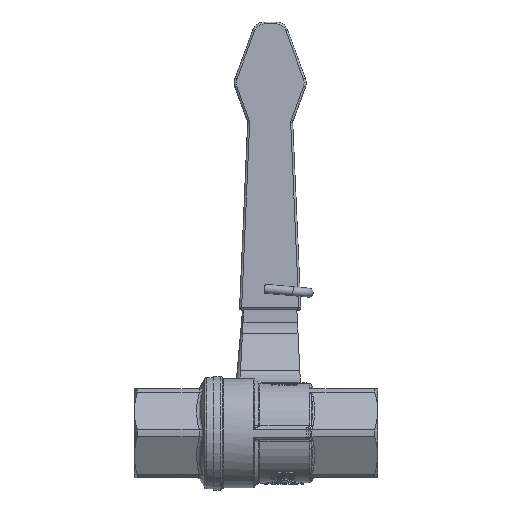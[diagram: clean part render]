
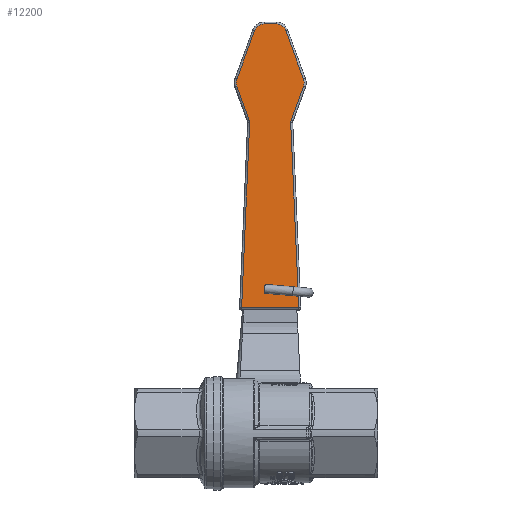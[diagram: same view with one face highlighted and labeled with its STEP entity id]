
A CAD part, front view. The second image highlights one B-rep face of the part: STEP entity #12200.
In plain terms, the highlighted planar face has unit normal (0, -0.999, 0.035).
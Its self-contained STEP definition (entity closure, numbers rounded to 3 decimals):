
#508=PLANE('',#13051);
#1977=FACE_OUTER_BOUND('',#2719,.T.);
#2719=EDGE_LOOP('',(#10739,#10740,#10741,#10742,#10743,#10744,#10745,#10746,
#10747,#10748,#10749,#10750,#10751,#10752));
#3438=LINE('',#27808,#4193);
#3439=LINE('',#27810,#4194);
#3440=LINE('',#27812,#4195);
#3441=LINE('',#27816,#4196);
#3442=LINE('',#27820,#4197);
#3443=LINE('',#27824,#4198);
#3444=LINE('',#27828,#4199);
#3445=LINE('',#27832,#4200);
#4193=VECTOR('',#15295,10.);
#4194=VECTOR('',#15296,10.);
#4195=VECTOR('',#15297,10.);
#4196=VECTOR('',#15300,10.);
#4197=VECTOR('',#15303,10.);
#4198=VECTOR('',#15306,10.);
#4199=VECTOR('',#15309,10.);
#4200=VECTOR('',#15312,10.);
#4643=CIRCLE('',#13052,1.5);
#4644=CIRCLE('',#13053,2.5);
#4645=CIRCLE('',#13054,2.5);
#4646=CIRCLE('',#13055,2.5);
#4647=CIRCLE('',#13056,2.5);
#4648=CIRCLE('',#13057,1.5);
#5725=VERTEX_POINT('',#27806);
#5726=VERTEX_POINT('',#27807);
#5727=VERTEX_POINT('',#27809);
#5728=VERTEX_POINT('',#27811);
#5729=VERTEX_POINT('',#27813);
#5730=VERTEX_POINT('',#27815);
#5731=VERTEX_POINT('',#27817);
#5732=VERTEX_POINT('',#27819);
#5733=VERTEX_POINT('',#27821);
#5734=VERTEX_POINT('',#27823);
#5735=VERTEX_POINT('',#27825);
#5736=VERTEX_POINT('',#27827);
#5737=VERTEX_POINT('',#27829);
#5738=VERTEX_POINT('',#27831);
#7417=EDGE_CURVE('',#5725,#5726,#3438,.T.);
#7418=EDGE_CURVE('',#5727,#5725,#3439,.T.);
#7419=EDGE_CURVE('',#5728,#5727,#3440,.T.);
#7420=EDGE_CURVE('',#5729,#5728,#4643,.T.);
#7421=EDGE_CURVE('',#5730,#5729,#3441,.T.);
#7422=EDGE_CURVE('',#5731,#5730,#4644,.T.);
#7423=EDGE_CURVE('',#5732,#5731,#3442,.T.);
#7424=EDGE_CURVE('',#5733,#5732,#4645,.T.);
#7425=EDGE_CURVE('',#5734,#5733,#3443,.T.);
#7426=EDGE_CURVE('',#5735,#5734,#4646,.T.);
#7427=EDGE_CURVE('',#5736,#5735,#3444,.T.);
#7428=EDGE_CURVE('',#5737,#5736,#4647,.T.);
#7429=EDGE_CURVE('',#5738,#5737,#3445,.T.);
#7430=EDGE_CURVE('',#5726,#5738,#4648,.T.);
#10739=ORIENTED_EDGE('',*,*,#7417,.F.);
#10740=ORIENTED_EDGE('',*,*,#7418,.F.);
#10741=ORIENTED_EDGE('',*,*,#7419,.F.);
#10742=ORIENTED_EDGE('',*,*,#7420,.F.);
#10743=ORIENTED_EDGE('',*,*,#7421,.F.);
#10744=ORIENTED_EDGE('',*,*,#7422,.F.);
#10745=ORIENTED_EDGE('',*,*,#7423,.F.);
#10746=ORIENTED_EDGE('',*,*,#7424,.F.);
#10747=ORIENTED_EDGE('',*,*,#7425,.F.);
#10748=ORIENTED_EDGE('',*,*,#7426,.F.);
#10749=ORIENTED_EDGE('',*,*,#7427,.F.);
#10750=ORIENTED_EDGE('',*,*,#7428,.F.);
#10751=ORIENTED_EDGE('',*,*,#7429,.F.);
#10752=ORIENTED_EDGE('',*,*,#7430,.F.);
#12200=ADVANCED_FACE('',(#1977),#508,.F.);
#13051=AXIS2_PLACEMENT_3D('',#27805,#15293,#15294);
#13052=AXIS2_PLACEMENT_3D('',#27814,#15298,#15299);
#13053=AXIS2_PLACEMENT_3D('',#27818,#15301,#15302);
#13054=AXIS2_PLACEMENT_3D('',#27822,#15304,#15305);
#13055=AXIS2_PLACEMENT_3D('',#27826,#15307,#15308);
#13056=AXIS2_PLACEMENT_3D('',#27830,#15310,#15311);
#13057=AXIS2_PLACEMENT_3D('',#27833,#15313,#15314);
#15293=DIRECTION('center_axis',(0.,0.999,
-0.035));
#15294=DIRECTION('ref_axis',(0.,0.035,0.999));
#15295=DIRECTION('',(0.044,0.035,0.998));
#15296=DIRECTION('',(-1.,0.,0.));
#15297=DIRECTION('',(0.044,-0.035,-0.998));
#15298=DIRECTION('center_axis',(0.,-0.999,
0.035));
#15299=DIRECTION('ref_axis',(-0.988,0.005,0.152));
#15300=DIRECTION('',(-0.342,-0.033,-0.939));
#15301=DIRECTION('center_axis',(0.,0.999,
-0.035));
#15302=DIRECTION('ref_axis',(1.,0.,0.));
#15303=DIRECTION('',(0.342,-0.033,-0.939));
#15304=DIRECTION('center_axis',(0.,0.999,
-0.035));
#15305=DIRECTION('ref_axis',(0.574,0.029,0.819));
#15306=DIRECTION('',(1.,0.,0.));
#15307=DIRECTION('center_axis',(0.,0.999,
-0.035));
#15308=DIRECTION('ref_axis',(-0.574,0.029,0.819));
#15309=DIRECTION('',(0.342,0.033,0.939));
#15310=DIRECTION('center_axis',(0.,0.999,
-0.035));
#15311=DIRECTION('ref_axis',(-1.,0.,0.));
#15312=DIRECTION('',(-0.342,0.033,0.939));
#15313=DIRECTION('center_axis',(0.,-0.999,
0.035));
#15314=DIRECTION('ref_axis',(0.988,0.005,0.152));
#27805=CARTESIAN_POINT('Origin',(16.437,21.036,37.857));
#27806=CARTESIAN_POINT('',(8.758,20.798,31.036));
#27807=CARTESIAN_POINT('',(10.75,22.39,76.633));
#27808=CARTESIAN_POINT('',(9.91,21.719,57.405));
#27809=CARTESIAN_POINT('',(22.86,20.798,31.036));
#27810=CARTESIAN_POINT('',(16.123,20.798,31.036));
#27811=CARTESIAN_POINT('',(20.868,22.39,76.633));
#27812=CARTESIAN_POINT('',(23.156,20.562,24.271));
#27813=CARTESIAN_POINT('',(20.957,22.41,77.211));
#27814=CARTESIAN_POINT('Origin',(22.367,22.393,76.698));
#27815=CARTESIAN_POINT('',(24.03,22.705,85.648));
#27816=CARTESIAN_POINT('',(14.365,21.778,59.11));
#27817=CARTESIAN_POINT('',(24.03,22.765,87.357));
#27818=CARTESIAN_POINT('Origin',(21.681,22.735,86.502));
#27819=CARTESIAN_POINT('',(19.662,23.184,99.349));
#27820=CARTESIAN_POINT('',(31.545,22.044,66.721));
#27821=CARTESIAN_POINT('',(17.313,23.241,100.993));
#27822=CARTESIAN_POINT('Origin',(17.313,23.154,98.495));
#27823=CARTESIAN_POINT('',(14.305,23.241,100.993));
#27824=CARTESIAN_POINT('',(16.123,23.241,100.993));
#27825=CARTESIAN_POINT('',(11.956,23.184,99.349));
#27826=CARTESIAN_POINT('Origin',(14.305,23.154,98.495));
#27827=CARTESIAN_POINT('',(7.588,22.765,87.357));
#27828=CARTESIAN_POINT('',(2.33,22.261,72.919));
#27829=CARTESIAN_POINT('',(7.588,22.705,85.648));
#27830=CARTESIAN_POINT('Origin',(9.937,22.735,86.502));
#27831=CARTESIAN_POINT('',(10.661,22.41,77.211));
#27832=CARTESIAN_POINT('',(15.79,21.919,63.126));
#27833=CARTESIAN_POINT('Origin',(9.251,22.393,76.698));
